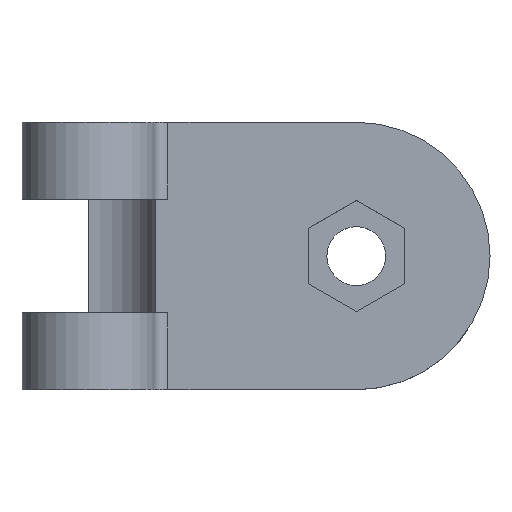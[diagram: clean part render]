
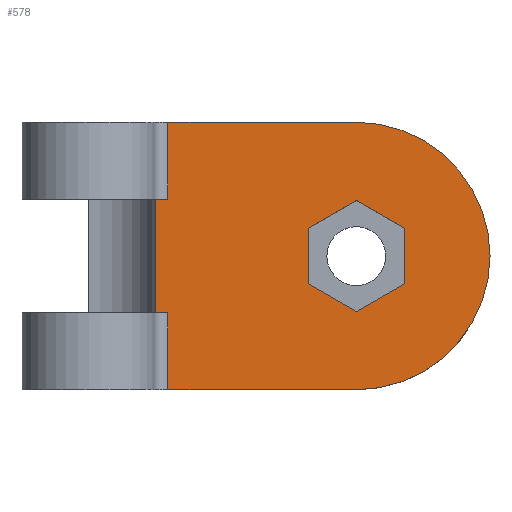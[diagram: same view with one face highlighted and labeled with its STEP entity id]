
A CAD part, top view. The second image highlights one B-rep face of the part: STEP entity #578.
In plain terms, the highlighted planar face has unit normal (0, 0, 1).
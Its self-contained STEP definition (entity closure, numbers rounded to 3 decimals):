
#16=FACE_BOUND('',#88,.T.);
#31=PLANE('',#629);
#54=FACE_OUTER_BOUND('',#87,.T.);
#87=EDGE_LOOP('',(#440,#441,#442,#443,#444,#445,#446,#447));
#88=EDGE_LOOP('',(#448,#449,#450,#451,#452,#453));
#123=LINE('',#865,#183);
#127=LINE('',#873,#187);
#130=LINE('',#879,#190);
#133=LINE('',#885,#193);
#136=LINE('',#891,#196);
#139=LINE('',#896,#199);
#141=LINE('',#902,#201);
#142=LINE('',#904,#202);
#143=LINE('',#908,#203);
#144=LINE('',#910,#204);
#145=LINE('',#912,#205);
#146=LINE('',#914,#206);
#147=LINE('',#915,#207);
#183=VECTOR('',#693,10.);
#187=VECTOR('',#699,10.);
#190=VECTOR('',#704,10.);
#193=VECTOR('',#709,10.);
#196=VECTOR('',#714,10.);
#199=VECTOR('',#719,10.);
#201=VECTOR('',#725,10.);
#202=VECTOR('',#726,10.);
#203=VECTOR('',#729,10.);
#204=VECTOR('',#730,10.);
#205=VECTOR('',#731,10.);
#206=VECTOR('',#732,10.);
#207=VECTOR('',#733,10.);
#242=CIRCLE('',#630,10.);
#268=VERTEX_POINT('',#863);
#269=VERTEX_POINT('',#864);
#272=VERTEX_POINT('',#872);
#274=VERTEX_POINT('',#878);
#276=VERTEX_POINT('',#884);
#278=VERTEX_POINT('',#890);
#280=VERTEX_POINT('',#900);
#281=VERTEX_POINT('',#901);
#282=VERTEX_POINT('',#903);
#283=VERTEX_POINT('',#905);
#284=VERTEX_POINT('',#907);
#285=VERTEX_POINT('',#909);
#286=VERTEX_POINT('',#911);
#287=VERTEX_POINT('',#913);
#324=EDGE_CURVE('',#268,#269,#123,.T.);
#328=EDGE_CURVE('',#272,#268,#127,.T.);
#331=EDGE_CURVE('',#274,#272,#130,.T.);
#334=EDGE_CURVE('',#276,#274,#133,.T.);
#337=EDGE_CURVE('',#278,#276,#136,.T.);
#340=EDGE_CURVE('',#269,#278,#139,.T.);
#342=EDGE_CURVE('',#280,#281,#141,.T.);
#343=EDGE_CURVE('',#282,#281,#142,.T.);
#344=EDGE_CURVE('',#282,#283,#242,.T.);
#345=EDGE_CURVE('',#284,#283,#143,.T.);
#346=EDGE_CURVE('',#285,#284,#144,.T.);
#347=EDGE_CURVE('',#285,#286,#145,.T.);
#348=EDGE_CURVE('',#287,#286,#146,.T.);
#349=EDGE_CURVE('',#287,#280,#147,.T.);
#440=ORIENTED_EDGE('',*,*,#342,.T.);
#441=ORIENTED_EDGE('',*,*,#343,.F.);
#442=ORIENTED_EDGE('',*,*,#344,.T.);
#443=ORIENTED_EDGE('',*,*,#345,.F.);
#444=ORIENTED_EDGE('',*,*,#346,.F.);
#445=ORIENTED_EDGE('',*,*,#347,.T.);
#446=ORIENTED_EDGE('',*,*,#348,.F.);
#447=ORIENTED_EDGE('',*,*,#349,.T.);
#448=ORIENTED_EDGE('',*,*,#324,.T.);
#449=ORIENTED_EDGE('',*,*,#340,.T.);
#450=ORIENTED_EDGE('',*,*,#337,.T.);
#451=ORIENTED_EDGE('',*,*,#334,.T.);
#452=ORIENTED_EDGE('',*,*,#331,.T.);
#453=ORIENTED_EDGE('',*,*,#328,.T.);
#578=ADVANCED_FACE('',(#54,#16),#31,.T.);
#629=AXIS2_PLACEMENT_3D('',#899,#723,#724);
#630=AXIS2_PLACEMENT_3D('',#906,#727,#728);
#693=DIRECTION('',(-0.866,0.5,0.));
#699=DIRECTION('',(-0.866,-0.5,0.));
#704=DIRECTION('',(0.,-1.,0.));
#709=DIRECTION('',(0.866,-0.5,0.));
#714=DIRECTION('',(0.866,0.5,0.));
#719=DIRECTION('',(0.,1.,0.));
#723=DIRECTION('center_axis',(0.,0.,1.));
#724=DIRECTION('ref_axis',(1.,0.,0.));
#725=DIRECTION('',(0.,-1.,0.));
#726=DIRECTION('',(-1.,0.,0.));
#727=DIRECTION('center_axis',(0.,0.,1.));
#728=DIRECTION('ref_axis',(-1.,0.,0.));
#729=DIRECTION('',(1.,0.,0.));
#730=DIRECTION('',(0.,1.,0.));
#731=DIRECTION('',(-1.,0.,0.));
#732=DIRECTION('',(0.,1.,0.));
#733=DIRECTION('',(1.,0.,0.));
#863=CARTESIAN_POINT('',(20.,5.843,5.));
#864=CARTESIAN_POINT('',(16.4,7.922,5.));
#865=CARTESIAN_POINT('',(15.64,8.36,5.));
#872=CARTESIAN_POINT('',(23.6,7.922,5.));
#873=CARTESIAN_POINT('',(14.91,2.904,5.));
#878=CARTESIAN_POINT('',(23.6,12.078,5.));
#879=CARTESIAN_POINT('',(23.6,6.039,5.));
#884=CARTESIAN_POINT('',(20.,14.157,5.));
#885=CARTESIAN_POINT('',(17.44,15.635,5.));
#890=CARTESIAN_POINT('',(16.4,12.078,5.));
#891=CARTESIAN_POINT('',(9.51,8.1,5.));
#896=CARTESIAN_POINT('',(16.4,3.961,5.));
#899=CARTESIAN_POINT('Origin',(5.,0.,5.));
#900=CARTESIAN_POINT('',(5.916,5.75,5.));
#901=CARTESIAN_POINT('',(5.916,0.,5.));
#902=CARTESIAN_POINT('',(5.916,5.,5.));
#903=CARTESIAN_POINT('',(20.,0.,5.));
#904=CARTESIAN_POINT('',(20.,0.,5.));
#905=CARTESIAN_POINT('',(20.,20.,5.));
#906=CARTESIAN_POINT('Origin',(20.,10.,5.));
#907=CARTESIAN_POINT('',(5.916,20.,5.));
#908=CARTESIAN_POINT('',(5.,20.,5.));
#909=CARTESIAN_POINT('',(5.916,14.25,5.));
#910=CARTESIAN_POINT('',(5.916,15.,5.));
#911=CARTESIAN_POINT('',(5.,14.25,5.));
#912=CARTESIAN_POINT('',(6.25,14.25,5.));
#913=CARTESIAN_POINT('',(5.,5.75,5.));
#914=CARTESIAN_POINT('',(5.,5.,5.));
#915=CARTESIAN_POINT('',(6.25,5.75,5.));
